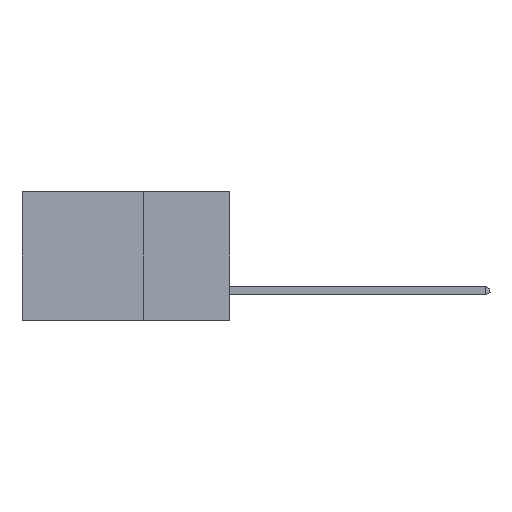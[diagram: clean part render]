
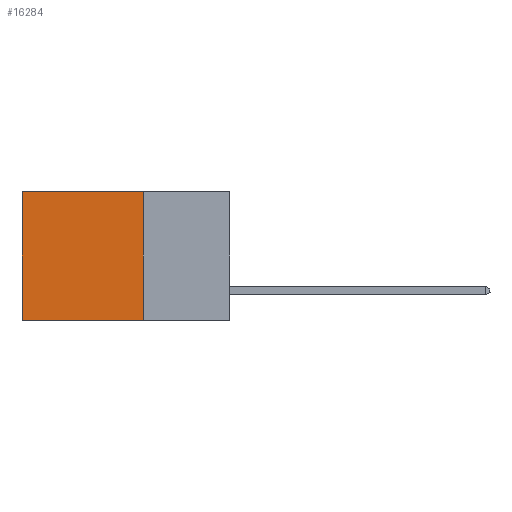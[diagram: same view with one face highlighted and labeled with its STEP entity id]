
A CAD part, left-side view. The second image highlights one B-rep face of the part: STEP entity #16284.
In plain terms, the highlighted planar face has unit normal (-1, 0, 0).
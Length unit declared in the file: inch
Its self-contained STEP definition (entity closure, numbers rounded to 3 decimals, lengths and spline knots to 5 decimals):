
#185 = DIRECTION ( 'NONE',  ( 0., 1., 0. ) ) ;
#517 = VERTEX_POINT ( 'NONE', #18621 ) ;
#2385 = VERTEX_POINT ( 'NONE', #4650 ) ;
#2582 = CARTESIAN_POINT ( 'NONE',  ( 0.298, 0.25, 0. ) ) ;
#2599 = EDGE_CURVE ( 'NONE', #14341, #517, #15217, .T. ) ;
#2757 = VECTOR ( 'NONE', #24292, 39.37008 ) ;
#4650 = CARTESIAN_POINT ( 'NONE',  ( 0.298, 0.6, -0.37 ) ) ;
#5481 = DIRECTION ( 'NONE',  ( 1., 0., 0. ) ) ;
#6329 = EDGE_LOOP ( 'NONE', ( #13942, #14489, #19028, #24364 ) ) ;
#7501 = DIRECTION ( 'NONE',  ( 0., 1., 0. ) ) ;
#9066 = CARTESIAN_POINT ( 'NONE',  ( 0.298, 0.25, 0. ) ) ;
#9102 = FACE_OUTER_BOUND ( 'NONE', #6329, .T. ) ;
#9275 = CARTESIAN_POINT ( 'NONE',  ( 0.298, 0.6, 0. ) ) ;
#10527 = VECTOR ( 'NONE', #12911, 39.37008 ) ;
#11142 = CARTESIAN_POINT ( 'NONE',  ( 0.298, 0.25, 0. ) ) ;
#11996 = LINE ( 'NONE', #9275, #10527 ) ;
#12475 = CARTESIAN_POINT ( 'NONE',  ( 0.298, 0.25, -0.37 ) ) ;
#12911 = DIRECTION ( 'NONE',  ( 0., 0., -1. ) ) ;
#13128 = EDGE_CURVE ( 'NONE', #517, #2385, #11996, .T. ) ;
#13608 = VERTEX_POINT ( 'NONE', #12475 ) ;
#13942 = ORIENTED_EDGE ( 'NONE', *, *, #13128, .T. ) ;
#14341 = VERTEX_POINT ( 'NONE', #2582 ) ;
#14489 = ORIENTED_EDGE ( 'NONE', *, *, #20471, .F. ) ;
#14598 = VECTOR ( 'NONE', #185, 39.37008 ) ;
#15110 = VECTOR ( 'NONE', #7501, 39.37008 ) ;
#15217 = LINE ( 'NONE', #22700, #14598 ) ;
#16284 = ADVANCED_FACE ( 'NONE', ( #9102 ), #16989, .F. ) ;
#16989 = PLANE ( 'NONE',  #23179 ) ;
#18072 = LINE ( 'NONE', #9066, #2757 ) ;
#18621 = CARTESIAN_POINT ( 'NONE',  ( 0.298, 0.6, 0. ) ) ;
#18664 = DIRECTION ( 'NONE',  ( 0., 0., -1. ) ) ;
#19028 = ORIENTED_EDGE ( 'NONE', *, *, #22208, .F. ) ;
#20471 = EDGE_CURVE ( 'NONE', #13608, #2385, #22738, .T. ) ;
#21962 = CARTESIAN_POINT ( 'NONE',  ( 0.298, 0.25, -0.37 ) ) ;
#22208 = EDGE_CURVE ( 'NONE', #14341, #13608, #18072, .T. ) ;
#22700 = CARTESIAN_POINT ( 'NONE',  ( 0.298, 0.25, 0. ) ) ;
#22738 = LINE ( 'NONE', #21962, #15110 ) ;
#23179 = AXIS2_PLACEMENT_3D ( 'NONE', #11142, #5481, #18664 ) ;
#24292 = DIRECTION ( 'NONE',  ( 0., 0., -1. ) ) ;
#24364 = ORIENTED_EDGE ( 'NONE', *, *, #2599, .T. ) ;
